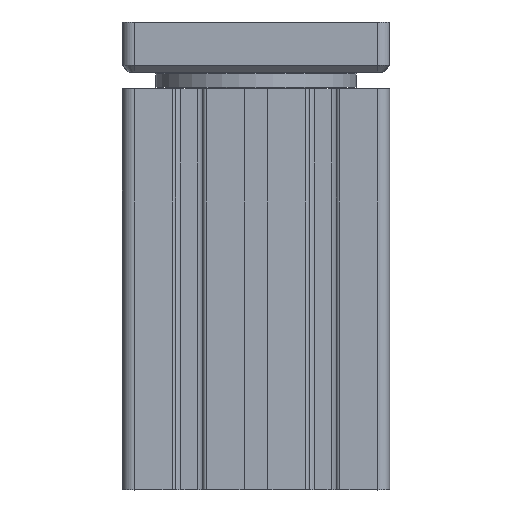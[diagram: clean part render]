
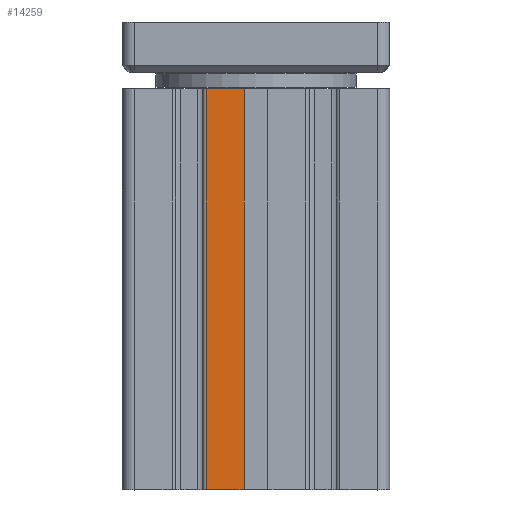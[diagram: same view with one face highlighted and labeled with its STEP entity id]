
A CAD part, top view. The second image highlights one B-rep face of the part: STEP entity #14259.
In plain terms, the highlighted planar face has unit normal (-0.018, 0, 1).
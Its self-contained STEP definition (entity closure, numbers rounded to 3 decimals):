
#153 = VERTEX_POINT ( 'NONE', #6905 ) ;
#615 = AXIS2_PLACEMENT_3D ( 'NONE', #7514, #7515, #7516 ) ;
#4815 = EDGE_LOOP ( 'NONE', ( #9591, #9666, #9585, #9505 ) ) ;
#6819 = EDGE_CURVE ( 'NONE', #15853, #153, #15609, .T. ) ;
#6820 = EDGE_CURVE ( 'NONE', #10723, #15883, #15613, .T. ) ;
#6905 = CARTESIAN_POINT ( 'NONE',  ( -3.561, -20., 40. ) ) ;
#7255 = CARTESIAN_POINT ( 'NONE',  ( -14.917, -140., 39.802 ) ) ;
#7323 = CARTESIAN_POINT ( 'NONE',  ( -3.561, -140., 40. ) ) ;
#7324 = DIRECTION ( 'NONE',  ( -1., 0., -0.017 ) ) ;
#7494 = PLANE ( 'NONE',  #615 ) ;
#7514 = CARTESIAN_POINT ( 'NONE',  ( -3.561, -140., 40. ) ) ;
#7515 = DIRECTION ( 'NONE',  ( 0.017, 0., -1. ) ) ;
#7516 = DIRECTION ( 'NONE',  ( 1., 0., 0.017 ) ) ;
#8689 = EDGE_CURVE ( 'NONE', #153, #15883, #13863, .T. ) ;
#9193 = CARTESIAN_POINT ( 'NONE',  ( -3.561, -20., 40. ) ) ;
#9194 = DIRECTION ( 'NONE',  ( -1., 0., -0.017 ) ) ;
#9505 = ORIENTED_EDGE ( 'NONE', *, *, #6819, .T. ) ;
#9585 = ORIENTED_EDGE ( 'NONE', *, *, #10906, .F. ) ;
#9591 = ORIENTED_EDGE ( 'NONE', *, *, #8689, .T. ) ;
#9666 = ORIENTED_EDGE ( 'NONE', *, *, #6820, .F. ) ;
#9792 = CARTESIAN_POINT ( 'NONE',  ( -3.561, -140., 40. ) ) ;
#9822 = CARTESIAN_POINT ( 'NONE',  ( -14.917, -20., 39.802 ) ) ;
#10416 = FACE_OUTER_BOUND ( 'NONE', #4815, .T. ) ;
#10537 = CARTESIAN_POINT ( 'NONE',  ( -3.561, -140., 40. ) ) ;
#10539 = CARTESIAN_POINT ( 'NONE',  ( -14.917, -140., 39.802 ) ) ;
#10544 = DIRECTION ( 'NONE',  ( 0., 1., 0. ) ) ;
#10546 = DIRECTION ( 'NONE',  ( 0., 1., 0. ) ) ;
#10723 = VERTEX_POINT ( 'NONE', #7255 ) ;
#10906 = EDGE_CURVE ( 'NONE', #15853, #10723, #12433, .T. ) ;
#12433 = LINE ( 'NONE', #7323, #12483 ) ;
#12483 = VECTOR ( 'NONE', #7324, 1000. ) ;
#13863 = LINE ( 'NONE', #9193, #13865 ) ;
#13865 = VECTOR ( 'NONE', #9194, 1000. ) ;
#14259 = ADVANCED_FACE ( 'NONE', ( #10416 ), #7494, .F. ) ;
#15609 = LINE ( 'NONE', #10537, #15616 ) ;
#15613 = LINE ( 'NONE', #10539, #15618 ) ;
#15616 = VECTOR ( 'NONE', #10544, 1000. ) ;
#15618 = VECTOR ( 'NONE', #10546, 1000. ) ;
#15853 = VERTEX_POINT ( 'NONE', #9792 ) ;
#15883 = VERTEX_POINT ( 'NONE', #9822 ) ;
